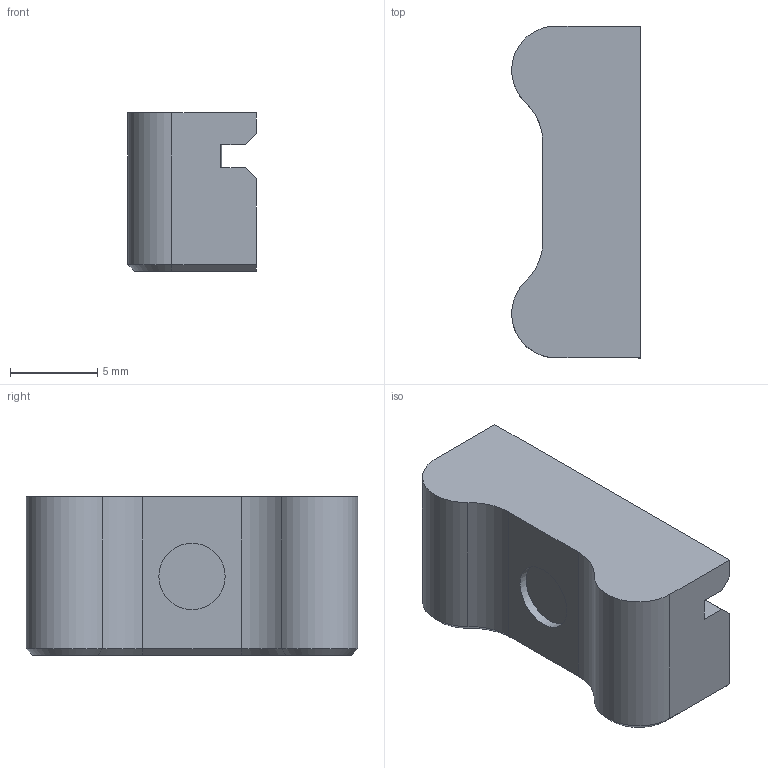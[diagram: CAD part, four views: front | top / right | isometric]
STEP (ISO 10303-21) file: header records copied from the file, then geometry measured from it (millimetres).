
FILE_DESCRIPTION(/* description */ ('STEP AP214'),/* implementation_level */ '2;1');
FILE_NAME(/* name */ '20_Cube_Insert_XY_manipulator_block_v3.ipt.step',/* time_stamp */ '2022-11-29T08:10:24+01:00',/* author */ (''),/* organization */ (''),/* preprocessor_version */ 'ST-DEVELOPER v18.1',/* originating_system */ 'Autodesk Inventor 2022',/* authorisation */ '');
FILE_SCHEMA (('AUTOMOTIVE_DESIGN { 1 0 10303 214 3 1 1 }'));
Length unit declared in the file: inch
Products named in the file (1): 20_Cube_Insert_XY_manipulator_block_v3
Bounding box: 7.38 x 19.04 x 9.09 mm (x, y, z)
Volume: 1022 mm3; surface area: 774.3 mm2
Topology: 1 solids, 1 shells, 35 faces, 84 edges, 54 vertices
Faces by surface type: plane 20, cylinder 9, cone 6
Full cylindrical faces by diameter (mm): 3.81 x1, 4.166 x2
Entity records: 1106 total; most frequent: DIRECTION 182, CARTESIAN_POINT 174, ORIENTED_EDGE 168, EDGE_CURVE 84, AXIS2_PLACEMENT_3D 62, LINE 58, VECTOR 58, VERTEX_POINT 54
